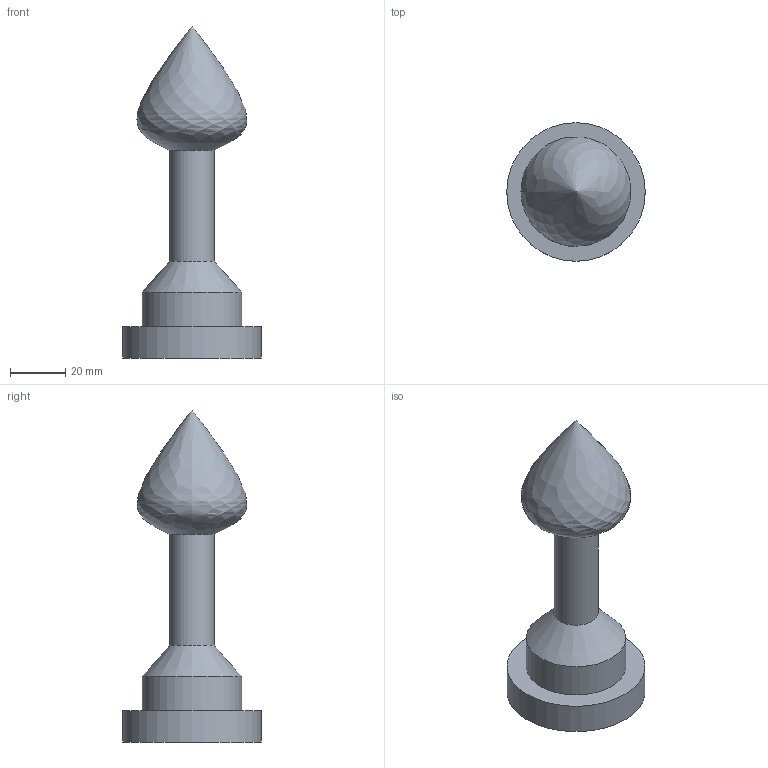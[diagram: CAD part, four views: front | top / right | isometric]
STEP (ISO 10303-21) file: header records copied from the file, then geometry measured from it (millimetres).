
FILE_DESCRIPTION(/* description */ ('STEP AP242 Edition 2','CAx-IF Rec.Pracs.---Representation and Presentation of Product Manufacturing Information (PMI)---4.0---2014-10-13','CAx-IF Rec.Pracs.---3D Tessellated Geometry---0.4---2014-09-14','2;1','CAx-IF Rec.Pracs.---User Defined Attributes---1.5---2016-08-15'),/* implementation_level */ '2;1');
FILE_NAME(/* name */ '69223c6798812770f3ed5dc4',/* time_stamp */ '2025-11-22T22:42:47Z',/* author */ (''),/* organization */ (''),/* preprocessor_version */ 'ST-DEVELOPER v20',/* originating_system */ 'ONSHAPE BY PTC INC, 1.207',/* authorisation */ ' ');
FILE_SCHEMA (('AP242_MANAGED_MODEL_BASED_3D_ENGINEERING_MIM_LF { 1 0 10303 442 3 1 4 }'));
Length unit declared in the file: metre
Products named in the file (3): Head; Base; Insulator
Bounding box: 50 x 50 x 119.87 mm (x, y, z)
Volume: 76717.1 mm3; surface area: 24901.7 mm2
Topology: 3 solids, 3 shells, 18 faces, 29 edges, 19 vertices
Faces by surface type: cylinder 8, plane 8, cone 1, bspline 1
Full cylindrical faces by diameter (mm): 4 x1, 4.522 x1, 15 x2, 16 x2, 36 x1, 50 x1
Entity records: 607 total; most frequent: CARTESIAN_POINT 226, DIRECTION 74, AXIS2_PLACEMENT_3D 37, FACE_BOUND 35, ORIENTED_EDGE 34, EDGE_LOOP 34, VERTEX_POINT 18, ADVANCED_FACE 18
